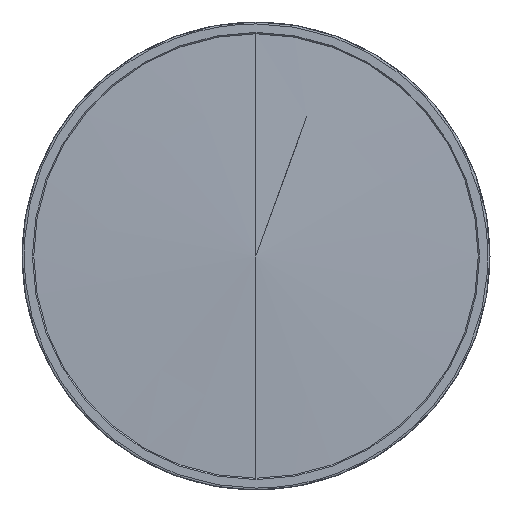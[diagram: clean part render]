
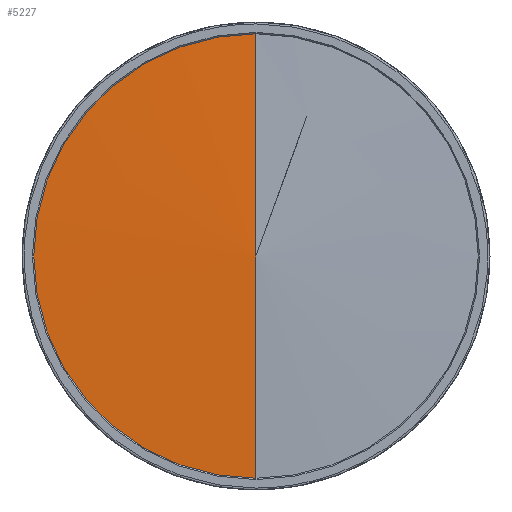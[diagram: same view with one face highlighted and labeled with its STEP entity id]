
A CAD part, left-side view. The second image highlights one B-rep face of the part: STEP entity #5227.
In plain terms, the highlighted conical face has half-angle 88.062 degrees and reference radius 175.909 mm.
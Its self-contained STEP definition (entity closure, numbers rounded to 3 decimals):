
#107 = VERTEX_POINT ( 'NONE', #1447 ) ;
#186 = AXIS2_PLACEMENT_3D ( 'NONE', #4542, #1723, #2661 ) ;
#222 = VECTOR ( 'NONE', #400, 1000. ) ;
#400 = DIRECTION ( 'NONE',  ( 0.034, 0., 0.999 ) ) ;
#657 = AXIS2_PLACEMENT_3D ( 'NONE', #5839, #721, #2581 ) ;
#721 = DIRECTION ( 'NONE',  ( 1., 0., 0. ) ) ;
#745 = ORIENTED_EDGE ( 'NONE', *, *, #1840, .F. ) ;
#766 = ORIENTED_EDGE ( 'NONE', *, *, #3222, .F. ) ;
#1189 = FACE_OUTER_BOUND ( 'NONE', #5124, .T. ) ;
#1283 = ORIENTED_EDGE ( 'NONE', *, *, #1696, .T. ) ;
#1447 = CARTESIAN_POINT ( 'NONE',  ( 5.751, 170., 0. ) ) ;
#1483 = LINE ( 'NONE', #3757, #222 ) ;
#1696 = EDGE_CURVE ( 'NONE', #2025, #4303, #1483, .T. ) ;
#1723 = DIRECTION ( 'NONE',  ( 1., 0., 0. ) ) ;
#1840 = EDGE_CURVE ( 'NONE', #107, #4303, #4039, .T. ) ;
#1975 = CARTESIAN_POINT ( 'NONE',  ( 5.751, 0., -170. ) ) ;
#2025 = VERTEX_POINT ( 'NONE', #5832 ) ;
#2089 = AXIS2_PLACEMENT_3D ( 'NONE', #3305, #5701, #4250 ) ;
#2263 = VERTEX_POINT ( 'NONE', #1975 ) ;
#2581 = DIRECTION ( 'NONE',  ( 0., 0., -1. ) ) ;
#2661 = DIRECTION ( 'NONE',  ( 0., 0., -1. ) ) ;
#2668 = CONICAL_SURFACE ( 'NONE', #657, 175.909, 1.537 ) ;
#3222 = EDGE_CURVE ( 'NONE', #2263, #107, #4438, .T. ) ;
#3305 = CARTESIAN_POINT ( 'NONE',  ( 5.751, 0., 0. ) ) ;
#3757 = CARTESIAN_POINT ( 'NONE',  ( 5.951, 0., 175.909 ) ) ;
#3773 = EDGE_CURVE ( 'NONE', #2025, #2263, #6013, .T. ) ;
#4039 = CIRCLE ( 'NONE', #2089, 170. ) ;
#4088 = CARTESIAN_POINT ( 'NONE',  ( 5.951, 0., -175.909 ) ) ;
#4250 = DIRECTION ( 'NONE',  ( 0., 0., -1. ) ) ;
#4303 = VERTEX_POINT ( 'NONE', #5106 ) ;
#4438 = CIRCLE ( 'NONE', #186, 170. ) ;
#4542 = CARTESIAN_POINT ( 'NONE',  ( 5.751, 0., 0. ) ) ;
#4614 = DIRECTION ( 'NONE',  ( 0.034, 0., -0.999 ) ) ;
#4760 = VECTOR ( 'NONE', #4614, 1000. ) ;
#5106 = CARTESIAN_POINT ( 'NONE',  ( 5.751, 0., 170. ) ) ;
#5124 = EDGE_LOOP ( 'NONE', ( #5678, #1283, #745, #766 ) ) ;
#5227 = ADVANCED_FACE ( 'NONE', ( #1189 ), #2668, .T. ) ;
#5678 = ORIENTED_EDGE ( 'NONE', *, *, #3773, .F. ) ;
#5701 = DIRECTION ( 'NONE',  ( 1., 0., 0. ) ) ;
#5832 = CARTESIAN_POINT ( 'NONE',  ( 0., 0., 0. ) ) ;
#5839 = CARTESIAN_POINT ( 'NONE',  ( 5.951, 0., 0. ) ) ;
#6013 = LINE ( 'NONE', #4088, #4760 ) ;
